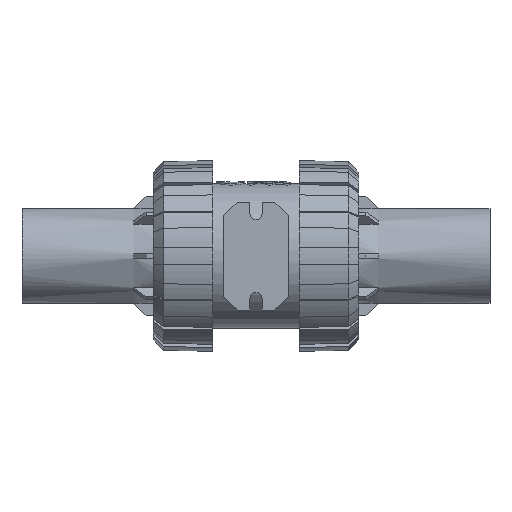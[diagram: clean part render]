
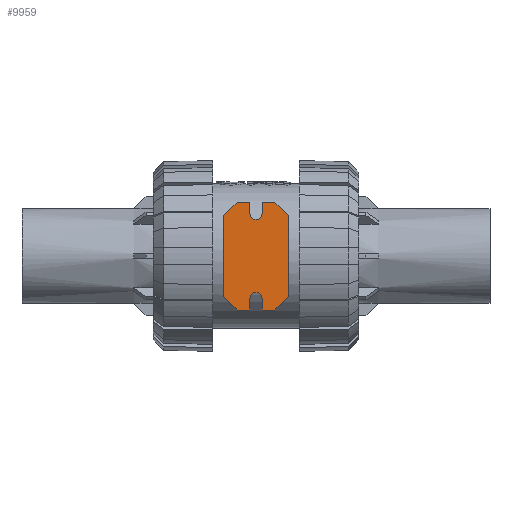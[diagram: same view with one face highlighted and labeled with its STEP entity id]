
A CAD part, front view. The second image highlights one B-rep face of the part: STEP entity #9959.
In plain terms, the highlighted planar face has unit normal (0, -1, 0).
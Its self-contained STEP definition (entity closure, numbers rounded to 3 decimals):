
#815=CIRCLE('',#10779,3.2);
#816=CIRCLE('',#10788,3.2);
#1096=PLANE('',#10792);
#1596=FACE_OUTER_BOUND('',#2146,.T.);
#2146=EDGE_LOOP('',(#8552,#8553,#8554,#8555,#8556,#8557,#8558,#8559,#8560,
#8561,#8562,#8563,#8564,#8565,#8566,#8567));
#2767=LINE('',#20206,#3434);
#2819=LINE('',#20321,#3486);
#2821=LINE('',#20325,#3488);
#2823=LINE('',#20329,#3490);
#2826=LINE('',#20337,#3493);
#2828=LINE('',#20341,#3495);
#2830=LINE('',#20345,#3497);
#2832=LINE('',#20349,#3499);
#2834=LINE('',#20353,#3501);
#2836=LINE('',#20357,#3503);
#2838=LINE('',#20361,#3505);
#2841=LINE('',#20369,#3508);
#2843=LINE('',#20373,#3510);
#2844=LINE('',#20375,#3511);
#3434=VECTOR('',#12764,1.);
#3486=VECTOR('',#12872,1.);
#3488=VECTOR('',#12876,1.);
#3490=VECTOR('',#12880,1.);
#3493=VECTOR('',#12889,1.);
#3495=VECTOR('',#12893,1.);
#3497=VECTOR('',#12897,1.);
#3499=VECTOR('',#12901,1.);
#3501=VECTOR('',#12905,1.);
#3503=VECTOR('',#12909,1.);
#3505=VECTOR('',#12913,1.);
#3508=VECTOR('',#12922,1.);
#3510=VECTOR('',#12926,1.);
#3511=VECTOR('',#12929,1.);
#4525=VERTEX_POINT('',#20203);
#4526=VERTEX_POINT('',#20205);
#4561=VERTEX_POINT('',#20319);
#4562=VERTEX_POINT('',#20323);
#4563=VERTEX_POINT('',#20327);
#4564=VERTEX_POINT('',#20331);
#4565=VERTEX_POINT('',#20335);
#4566=VERTEX_POINT('',#20339);
#4567=VERTEX_POINT('',#20343);
#4568=VERTEX_POINT('',#20347);
#4569=VERTEX_POINT('',#20351);
#4570=VERTEX_POINT('',#20355);
#4571=VERTEX_POINT('',#20359);
#4572=VERTEX_POINT('',#20363);
#4573=VERTEX_POINT('',#20367);
#4574=VERTEX_POINT('',#20371);
#5877=EDGE_CURVE('',#4526,#4525,#2767,.T.);
#5935=EDGE_CURVE('',#4525,#4561,#2819,.T.);
#5937=EDGE_CURVE('',#4561,#4562,#2821,.T.);
#5939=EDGE_CURVE('',#4562,#4563,#2823,.T.);
#5941=EDGE_CURVE('',#4563,#4564,#815,.T.);
#5943=EDGE_CURVE('',#4564,#4565,#2826,.T.);
#5945=EDGE_CURVE('',#4565,#4566,#2828,.T.);
#5947=EDGE_CURVE('',#4566,#4567,#2830,.T.);
#5949=EDGE_CURVE('',#4567,#4568,#2832,.T.);
#5951=EDGE_CURVE('',#4568,#4569,#2834,.T.);
#5953=EDGE_CURVE('',#4569,#4570,#2836,.T.);
#5955=EDGE_CURVE('',#4570,#4571,#2838,.T.);
#5957=EDGE_CURVE('',#4571,#4572,#816,.T.);
#5959=EDGE_CURVE('',#4572,#4573,#2841,.T.);
#5961=EDGE_CURVE('',#4573,#4574,#2843,.T.);
#5962=EDGE_CURVE('',#4574,#4526,#2844,.T.);
#8552=ORIENTED_EDGE('',*,*,#5877,.T.);
#8553=ORIENTED_EDGE('',*,*,#5935,.T.);
#8554=ORIENTED_EDGE('',*,*,#5937,.T.);
#8555=ORIENTED_EDGE('',*,*,#5939,.T.);
#8556=ORIENTED_EDGE('',*,*,#5941,.T.);
#8557=ORIENTED_EDGE('',*,*,#5943,.T.);
#8558=ORIENTED_EDGE('',*,*,#5945,.T.);
#8559=ORIENTED_EDGE('',*,*,#5947,.T.);
#8560=ORIENTED_EDGE('',*,*,#5949,.T.);
#8561=ORIENTED_EDGE('',*,*,#5951,.T.);
#8562=ORIENTED_EDGE('',*,*,#5953,.T.);
#8563=ORIENTED_EDGE('',*,*,#5955,.T.);
#8564=ORIENTED_EDGE('',*,*,#5957,.T.);
#8565=ORIENTED_EDGE('',*,*,#5959,.T.);
#8566=ORIENTED_EDGE('',*,*,#5961,.T.);
#8567=ORIENTED_EDGE('',*,*,#5962,.T.);
#9959=ADVANCED_FACE('',(#1596),#1096,.F.);
#10779=AXIS2_PLACEMENT_3D('',#20333,#12884,#12885);
#10788=AXIS2_PLACEMENT_3D('',#20365,#12917,#12918);
#10792=AXIS2_PLACEMENT_3D('',#20376,#12930,#12931);
#12764=DIRECTION('',(0.,0.,-1.));
#12872=DIRECTION('',(0.707,0.,-0.707));
#12876=DIRECTION('',(1.,0.,0.));
#12880=DIRECTION('',(0.,0.,1.));
#12884=DIRECTION('center_axis',(0.,1.,0.));
#12885=DIRECTION('ref_axis',(-1.,0.,0.));
#12889=DIRECTION('',(0.,0.,-1.));
#12893=DIRECTION('',(1.,0.,0.));
#12897=DIRECTION('',(0.707,0.,0.707));
#12901=DIRECTION('',(0.,0.,1.));
#12905=DIRECTION('',(-0.707,0.,0.707));
#12909=DIRECTION('',(-1.,0.,0.));
#12913=DIRECTION('',(0.,0.,-1.));
#12917=DIRECTION('center_axis',(0.,1.,0.));
#12918=DIRECTION('ref_axis',(1.,0.,0.));
#12922=DIRECTION('',(0.,0.,1.));
#12926=DIRECTION('',(-1.,0.,0.));
#12929=DIRECTION('',(-0.707,0.,-0.707));
#12930=DIRECTION('center_axis',(0.,1.,0.));
#12931=DIRECTION('ref_axis',(1.,0.,0.));
#20203=CARTESIAN_POINT('',(-17.,-56.,-21.5));
#20205=CARTESIAN_POINT('',(-17.,-56.,21.5));
#20206=CARTESIAN_POINT('',(-17.,-56.,0.));
#20319=CARTESIAN_POINT('',(-10.,-56.,-28.5));
#20321=CARTESIAN_POINT('',(-17.,-56.,-21.5));
#20323=CARTESIAN_POINT('',(-3.2,-56.,-28.5));
#20325=CARTESIAN_POINT('',(-10.,-56.,-28.5));
#20327=CARTESIAN_POINT('',(-3.2,-56.,-22.5));
#20329=CARTESIAN_POINT('',(-3.2,-56.,-28.5));
#20331=CARTESIAN_POINT('',(3.2,-56.,-22.5));
#20333=CARTESIAN_POINT('Origin',(0.,-56.,-22.5));
#20335=CARTESIAN_POINT('',(3.2,-56.,-28.5));
#20337=CARTESIAN_POINT('',(3.2,-56.,-22.5));
#20339=CARTESIAN_POINT('',(10.,-56.,-28.5));
#20341=CARTESIAN_POINT('',(3.2,-56.,-28.5));
#20343=CARTESIAN_POINT('',(17.,-56.,-21.5));
#20345=CARTESIAN_POINT('',(10.,-56.,-28.5));
#20347=CARTESIAN_POINT('',(17.,-56.,21.5));
#20349=CARTESIAN_POINT('',(17.,-56.,-21.5));
#20351=CARTESIAN_POINT('',(10.,-56.,28.5));
#20353=CARTESIAN_POINT('',(17.,-56.,21.5));
#20355=CARTESIAN_POINT('',(3.2,-56.,28.5));
#20357=CARTESIAN_POINT('',(10.,-56.,28.5));
#20359=CARTESIAN_POINT('',(3.2,-56.,22.5));
#20361=CARTESIAN_POINT('',(3.2,-56.,28.5));
#20363=CARTESIAN_POINT('',(-3.2,-56.,22.5));
#20365=CARTESIAN_POINT('Origin',(0.,-56.,22.5));
#20367=CARTESIAN_POINT('',(-3.2,-56.,28.5));
#20369=CARTESIAN_POINT('',(-3.2,-56.,22.5));
#20371=CARTESIAN_POINT('',(-10.,-56.,28.5));
#20373=CARTESIAN_POINT('',(-3.2,-56.,28.5));
#20375=CARTESIAN_POINT('',(-10.,-56.,28.5));
#20376=CARTESIAN_POINT('Origin',(0.,-56.,0.));
